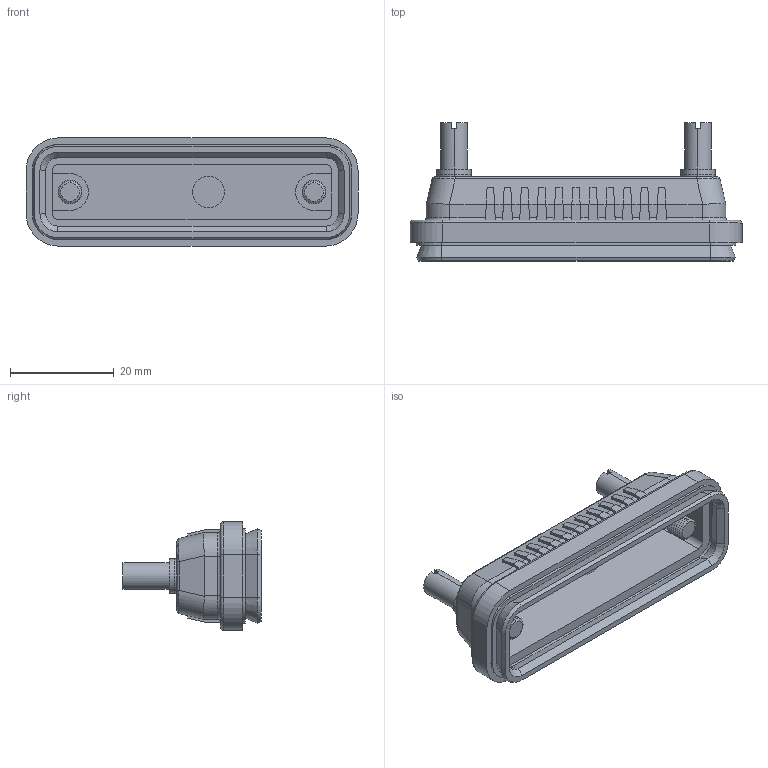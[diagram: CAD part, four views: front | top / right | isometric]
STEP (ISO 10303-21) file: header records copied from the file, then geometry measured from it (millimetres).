
FILE_DESCRIPTION (( 'STEP AP214' ), '1' );
FILE_NAME ('WPSD3.STEP', '2008-05-28T13:47:49', ( ' ' ), ( ' ' ), 'SwSTEP 2.0', 'SolidWorks 2008', '' );
FILE_SCHEMA (( 'AUTOMOTIVE_DESIGN' ));
Length unit declared in the file: inch
Products named in the file (5): 3AA07-060; 3AB10-029; WPSD3; 3AA03-018; 3AA13-004
Assembly tree (6 placements, depth 2):
  WPSD3
    3AA07-060  x2
    3AA03-018  x2
    3AA13-004
    3AB10-029
Bounding box: 64.01 x 26.62 x 20.88 mm (x, y, z)
Volume: 8969.7 mm3; surface area: 10446.5 mm2
Topology: 6 solids, 6 shells, 476 faces, 1163 edges, 718 vertices
Faces by surface type: plane 257, cylinder 127, cone 76, bspline 8, torus 8
Entity records: 13241 total; most frequent: CARTESIAN_POINT 2442, ORIENTED_EDGE 2058, DIRECTION 1985, EDGE_CURVE 1029, VECTOR 751, LINE 751, VERTEX_POINT 642, AXIS2_PLACEMENT_3D 617
